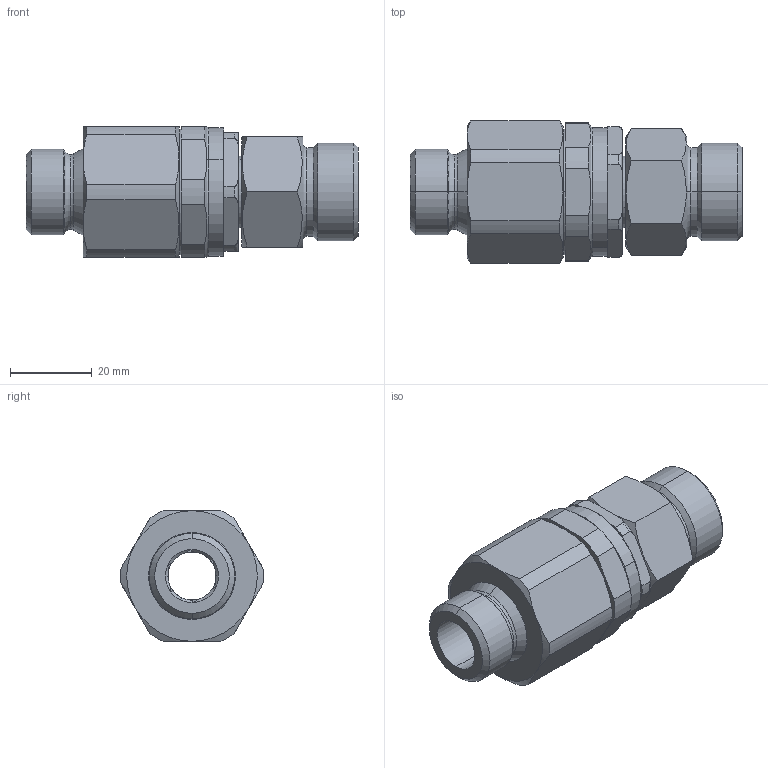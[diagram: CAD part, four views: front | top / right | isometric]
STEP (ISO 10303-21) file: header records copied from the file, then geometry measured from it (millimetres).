
FILE_DESCRIPTION (( 'STEP AP214' ), '1' );
FILE_NAME ('500 W6.STEP', '2015-09-04T11:57:48', ( 'admin' ), ( 'Microsoft' ), 'SwSTEP 2.0', 'SolidWorks 2009', '' );
FILE_SCHEMA (( 'AUTOMOTIVE_DESIGN' ));
Length unit declared in the file: millimetre
Products named in the file (1): 500 W6
Bounding box: 81.37 x 34.98 x 32 mm (x, y, z)
Volume: 41661.2 mm3; surface area: 13225.1 mm2
Topology: 1 solids, 1 shells, 169 faces, 404 edges, 248 vertices
Faces by surface type: plane 67, cone 44, cylinder 44, torus 14
Entity records: 5283 total; most frequent: CARTESIAN_POINT 1350, DIRECTION 842, ORIENTED_EDGE 808, EDGE_CURVE 404, AXIS2_PLACEMENT_3D 344, VERTEX_POINT 248, EDGE_LOOP 182, CIRCLE 174
